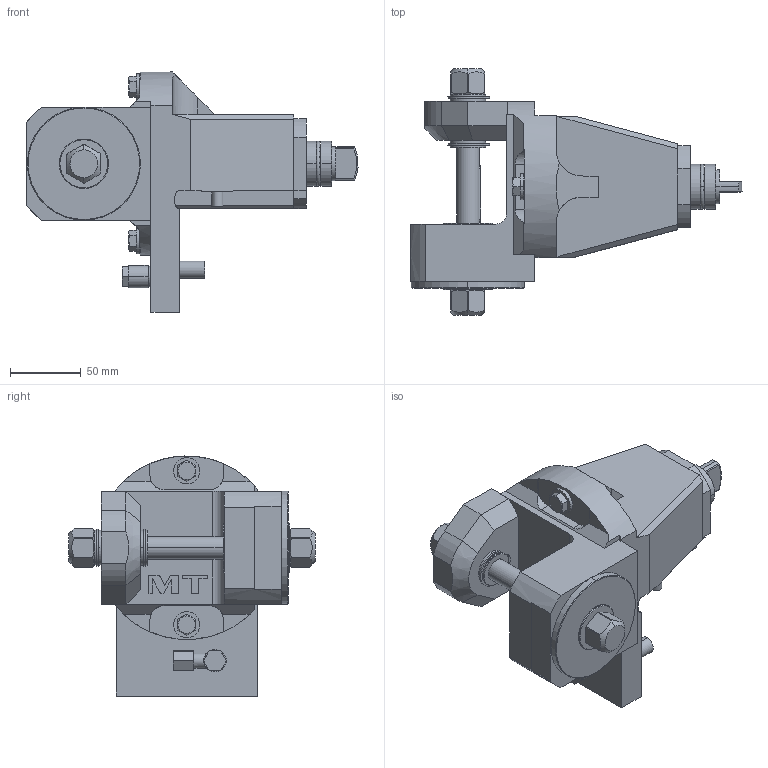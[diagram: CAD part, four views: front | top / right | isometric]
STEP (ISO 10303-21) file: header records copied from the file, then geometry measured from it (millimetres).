
FILE_DESCRIPTION((''),'2;1');
FILE_NAME('M0311116_CONF','2023-03-01T15:39:50',('sterribile'),('M.T. srl'),'CREO PARAMETRIC BY PTC INC, 2021072','CREO PARAMETRIC BY PTC INC, 2021072','');
FILE_SCHEMA(('CONFIG_CONTROL_DESIGN'));
Length unit declared in the file: millimetre
Products named in the file (1): M0311116_CONF
Bounding box: 235.11 x 174.5 x 169.99 mm (x, y, z)
Volume: 1391055.1 mm3; surface area: 127261.7 mm2
Topology: 1 solids, 1 shells, 399 faces, 1024 edges, 657 vertices
Faces by surface type: plane 225, cylinder 129, cone 39, torus 4, extrusion 2
Entity records: 13126 total; most frequent: CARTESIAN_POINT 3197, DIRECTION 2109, ORIENTED_EDGE 2048, EDGE_CURVE 1024, AXIS2_PLACEMENT_3D 766, VERTEX_POINT 657, VECTOR 577, LINE 575
